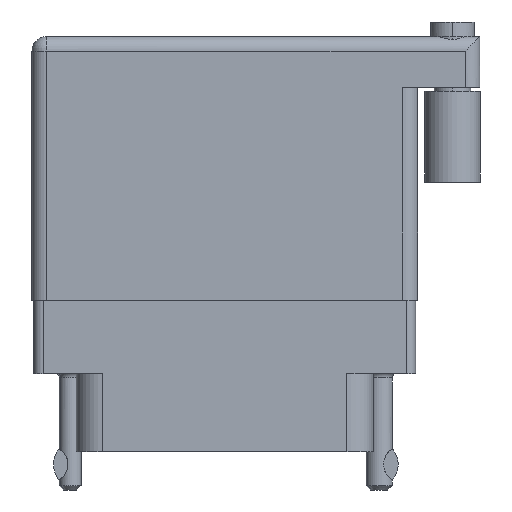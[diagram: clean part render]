
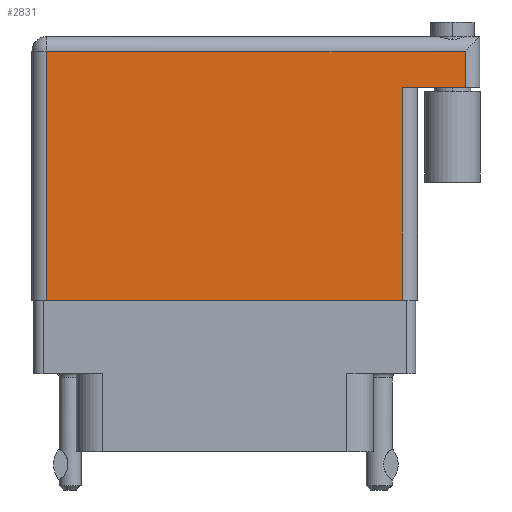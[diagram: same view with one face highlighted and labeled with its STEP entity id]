
A CAD part, front view. The second image highlights one B-rep face of the part: STEP entity #2831.
In plain terms, the highlighted face is planar.
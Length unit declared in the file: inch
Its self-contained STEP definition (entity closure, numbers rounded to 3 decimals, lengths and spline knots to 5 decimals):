
#14 = PLANE ( 'NONE',  #8855 ) ;
#449 = EDGE_CURVE ( 'NONE', #1966, #25087, #21556, .T. ) ;
#1377 = CARTESIAN_POINT ( 'NONE',  ( 1.275, 0.731, 0. ) ) ;
#1966 = VERTEX_POINT ( 'NONE', #3387 ) ;
#2098 = EDGE_LOOP ( 'NONE', ( #2372, #28569, #29848, #22840, #27291, #17712 ) ) ;
#2306 = CARTESIAN_POINT ( 'NONE',  ( 1.275, 0., 0. ) ) ;
#2372 = ORIENTED_EDGE ( 'NONE', *, *, #449, .T. ) ;
#2617 = CARTESIAN_POINT ( 'NONE',  ( 1.539, 0.731, 0. ) ) ;
#2831 = ADVANCED_FACE ( 'NONE', ( #16717 ), #14, .F. ) ;
#3387 = CARTESIAN_POINT ( 'NONE',  ( 0.05, 0., 0. ) ) ;
#3486 = LINE ( 'NONE', #16630, #16118 ) ;
#4768 = DIRECTION ( 'NONE',  ( 1., 0., 0. ) ) ;
#4772 = VERTEX_POINT ( 'NONE', #19644 ) ;
#5694 = VERTEX_POINT ( 'NONE', #30894 ) ;
#7130 = EDGE_CURVE ( 'NONE', #25087, #29877, #8883, .T. ) ;
#8654 = DIRECTION ( 'NONE',  ( -1., 0., 0. ) ) ;
#8855 = AXIS2_PLACEMENT_3D ( 'NONE', #22732, #27355, #9932 ) ;
#8883 = LINE ( 'NONE', #32197, #23483 ) ;
#9932 = DIRECTION ( 'NONE',  ( -1., 0., 0. ) ) ;
#11088 = VERTEX_POINT ( 'NONE', #26606 ) ;
#14101 = VECTOR ( 'NONE', #4768, 39.37008 ) ;
#16118 = VECTOR ( 'NONE', #8654, 39.37008 ) ;
#16438 = EDGE_CURVE ( 'NONE', #5694, #29877, #28464, .T. ) ;
#16630 = CARTESIAN_POINT ( 'NONE',  ( 0., 0.856, 0. ) ) ;
#16717 = FACE_OUTER_BOUND ( 'NONE', #2098, .T. ) ;
#17712 = ORIENTED_EDGE ( 'NONE', *, *, #25872, .T. ) ;
#19169 = EDGE_CURVE ( 'NONE', #4772, #11088, #3486, .T. ) ;
#19644 = CARTESIAN_POINT ( 'NONE',  ( 1.489, 0.856, 0. ) ) ;
#19881 = VECTOR ( 'NONE', #27206, 39.37008 ) ;
#20327 = DIRECTION ( 'NONE',  ( -1., 0., 0. ) ) ;
#21004 = LINE ( 'NONE', #30991, #29702 ) ;
#21556 = LINE ( 'NONE', #22643, #14101 ) ;
#21850 = LINE ( 'NONE', #24807, #19881 ) ;
#22643 = CARTESIAN_POINT ( 'NONE',  ( 0., 0., 0. ) ) ;
#22732 = CARTESIAN_POINT ( 'NONE',  ( 0., 0.906, 0. ) ) ;
#22840 = ORIENTED_EDGE ( 'NONE', *, *, #24959, .T. ) ;
#23483 = VECTOR ( 'NONE', #27541, 39.37008 ) ;
#24807 = CARTESIAN_POINT ( 'NONE',  ( 1.489, 0.906, 0. ) ) ;
#24959 = EDGE_CURVE ( 'NONE', #5694, #4772, #21850, .T. ) ;
#25087 = VERTEX_POINT ( 'NONE', #2306 ) ;
#25735 = VECTOR ( 'NONE', #20327, 39.37008 ) ;
#25872 = EDGE_CURVE ( 'NONE', #11088, #1966, #21004, .T. ) ;
#26606 = CARTESIAN_POINT ( 'NONE',  ( 0.05, 0.856, 0. ) ) ;
#27206 = DIRECTION ( 'NONE',  ( 0., 1., 0. ) ) ;
#27291 = ORIENTED_EDGE ( 'NONE', *, *, #19169, .T. ) ;
#27355 = DIRECTION ( 'NONE',  ( 0., 0., -1. ) ) ;
#27541 = DIRECTION ( 'NONE',  ( 0., 1., 0. ) ) ;
#28464 = LINE ( 'NONE', #2617, #25735 ) ;
#28569 = ORIENTED_EDGE ( 'NONE', *, *, #7130, .T. ) ;
#29702 = VECTOR ( 'NONE', #31319, 39.37008 ) ;
#29848 = ORIENTED_EDGE ( 'NONE', *, *, #16438, .F. ) ;
#29877 = VERTEX_POINT ( 'NONE', #1377 ) ;
#30894 = CARTESIAN_POINT ( 'NONE',  ( 1.489, 0.731, 0. ) ) ;
#30991 = CARTESIAN_POINT ( 'NONE',  ( 0.05, 0., 0. ) ) ;
#31319 = DIRECTION ( 'NONE',  ( 0., -1., 0. ) ) ;
#32197 = CARTESIAN_POINT ( 'NONE',  ( 1.275, 0.731, 0. ) ) ;
